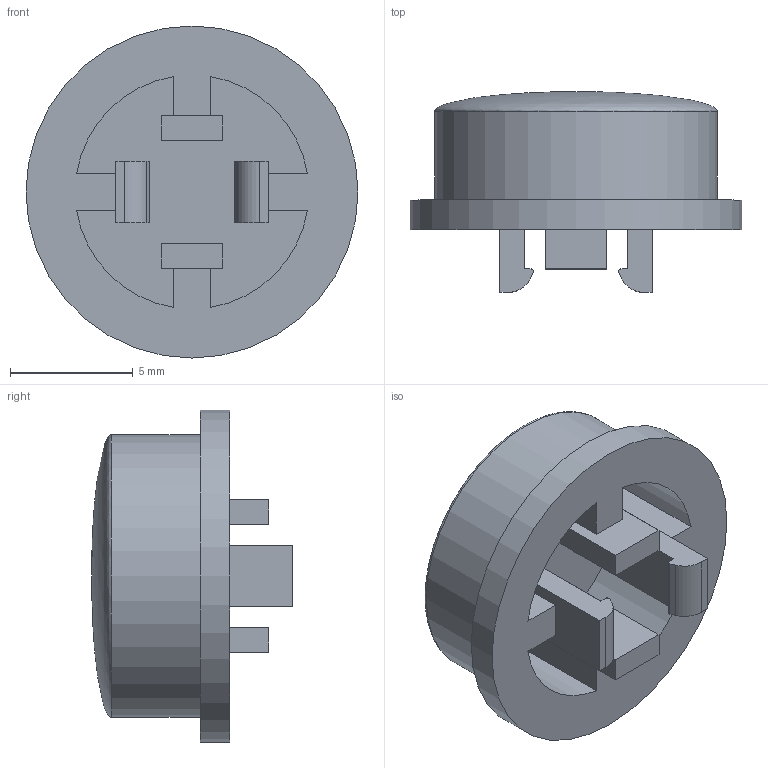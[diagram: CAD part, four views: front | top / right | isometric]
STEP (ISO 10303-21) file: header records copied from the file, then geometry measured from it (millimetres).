
FILE_DESCRIPTION(/* description */ (''),/* implementation_level */ '2;1');
FILE_NAME(/* name */ '12mm_button_top.step',/* time_stamp */ '2024-10-31T10:56:48-07:00',/* author */ (''),/* organization */ (''),/* preprocessor_version */ 'ST-DEVELOPER v20',/* originating_system */ 'Autodesk Translation Framework v13.20.0.188',/* authorisation */ '');
FILE_SCHEMA (('AUTOMOTIVE_DESIGN { 1 0 10303 214 3 1 1 }'));
Length unit declared in the file: millimetre
Products named in the file (1): Aqua Pad
Bounding box: 13.5 x 8.16 x 13.5 mm (x, y, z)
Volume: 408.2 mm3; surface area: 778.3 mm2
Topology: 1 solids, 1 shells, 46 faces, 129 edges, 86 vertices
Faces by surface type: plane 35, cylinder 10, bspline 1
Full cylindrical faces by diameter (mm): 11.5 x1, 13.5 x1
Entity records: 1528 total; most frequent: CARTESIAN_POINT 287, ORIENTED_EDGE 256, DIRECTION 242, EDGE_CURVE 128, LINE 106, VECTOR 106, VERTEX_POINT 86, AXIS2_PLACEMENT_3D 68
